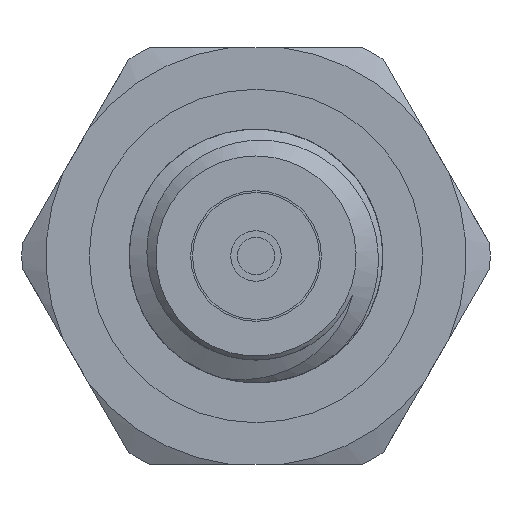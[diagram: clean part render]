
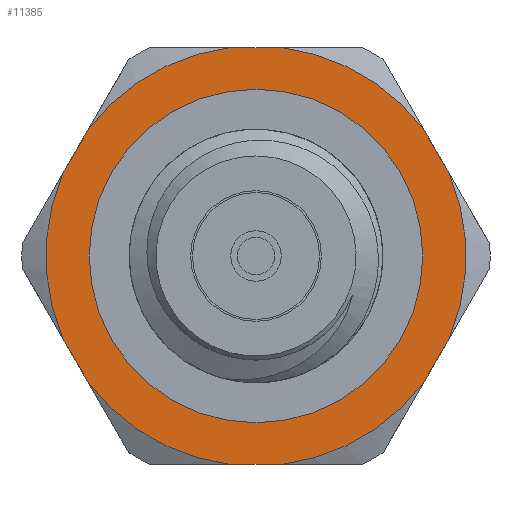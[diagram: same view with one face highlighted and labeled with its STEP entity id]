
A CAD part, left-side view. The second image highlights one B-rep face of the part: STEP entity #11385.
In plain terms, the highlighted planar face has unit normal (-1, 0, 0).
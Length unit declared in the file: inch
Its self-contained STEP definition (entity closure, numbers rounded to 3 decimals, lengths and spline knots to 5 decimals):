
#51 = VERTEX_POINT ( 'NONE', #17503 ) ;
#181 = CARTESIAN_POINT ( 'NONE',  ( 0.126, 0., 0.125 ) ) ;
#331 = CARTESIAN_POINT ( 'NONE',  ( 0.126, -0.14478, -0.06173 ) ) ;
#393 = DIRECTION ( 'NONE',  ( 0., 0., 1. ) ) ;
#576 = CIRCLE ( 'NONE', #5681, 0.15739 ) ;
#697 = CARTESIAN_POINT ( 'NONE',  ( 0.126, -0.12585, 0.09452 ) ) ;
#790 = EDGE_CURVE ( 'NONE', #11316, #17523, #13784, .T. ) ;
#974 = DIRECTION ( 'NONE',  ( 1., 0., 0. ) ) ;
#1139 = FACE_OUTER_BOUND ( 'NONE', #13519, .T. ) ;
#1293 = DIRECTION ( 'NONE',  ( 0., 1., 0. ) ) ;
#1352 = CARTESIAN_POINT ( 'NONE',  ( 0.126, 0.15907, -0.03699 ) ) ;
#1698 = CARTESIAN_POINT ( 'NONE',  ( 0.126, 0.095, -0.15625 ) ) ;
#2148 = ORIENTED_EDGE ( 'NONE', *, *, #3944, .F. ) ;
#2182 = LINE ( 'NONE', #12151, #3498 ) ;
#2411 = CARTESIAN_POINT ( 'NONE',  ( 0.126, -0.14478, 0.06173 ) ) ;
#2461 = CIRCLE ( 'NONE', #10601, 0.15739 ) ;
#2467 = CARTESIAN_POINT ( 'NONE',  ( 0.126, 0.095, 0.15625 ) ) ;
#2704 = CARTESIAN_POINT ( 'NONE',  ( 0.126, 0., 0. ) ) ;
#2724 = DIRECTION ( 'NONE',  ( 1., 0., 0. ) ) ;
#3039 = EDGE_CURVE ( 'NONE', #20268, #51, #16228, .T. ) ;
#3048 = AXIS2_PLACEMENT_3D ( 'NONE', #11769, #16863, #19801 ) ;
#3368 = EDGE_CURVE ( 'NONE', #6443, #7402, #14488, .T. ) ;
#3405 = ORIENTED_EDGE ( 'NONE', *, *, #3039, .T. ) ;
#3419 = CARTESIAN_POINT ( 'NONE',  ( 0.126, 0.01894, 0.15625 ) ) ;
#3498 = VECTOR ( 'NONE', #7067, 39.37008 ) ;
#3756 = ORIENTED_EDGE ( 'NONE', *, *, #16600, .F. ) ;
#3944 = EDGE_CURVE ( 'NONE', #11530, #11530, #20711, .T. ) ;
#3978 = ORIENTED_EDGE ( 'NONE', *, *, #13561, .T. ) ;
#4251 = DIRECTION ( 'NONE',  ( -1., 0., 0. ) ) ;
#4291 = ORIENTED_EDGE ( 'NONE', *, *, #10756, .F. ) ;
#4391 = ORIENTED_EDGE ( 'NONE', *, *, #790, .T. ) ;
#4723 = ORIENTED_EDGE ( 'NONE', *, *, #16323, .F. ) ;
#4747 = EDGE_CURVE ( 'NONE', #12113, #17523, #2461, .T. ) ;
#4827 = CIRCLE ( 'NONE', #10251, 0.15739 ) ;
#4878 = VECTOR ( 'NONE', #5405, 39.37008 ) ;
#5390 = DIRECTION ( 'NONE',  ( -1., 0., 0. ) ) ;
#5405 = DIRECTION ( 'NONE',  ( 0., 0.5, 0.866 ) ) ;
#5573 = VERTEX_POINT ( 'NONE', #331 ) ;
#5681 = AXIS2_PLACEMENT_3D ( 'NONE', #19115, #19014, #10980 ) ;
#5766 = LINE ( 'NONE', #2467, #8588 ) ;
#6443 = VERTEX_POINT ( 'NONE', #13258 ) ;
#7067 = DIRECTION ( 'NONE',  ( 0., -0.5, 0.866 ) ) ;
#7402 = VERTEX_POINT ( 'NONE', #14417 ) ;
#7448 = DIRECTION ( 'NONE',  ( 0., 0., -1. ) ) ;
#7809 = AXIS2_PLACEMENT_3D ( 'NONE', #16618, #5390, #393 ) ;
#8459 = PLANE ( 'NONE',  #7809 ) ;
#8588 = VECTOR ( 'NONE', #1293, 39.37008 ) ;
#8601 = VECTOR ( 'NONE', #20723, 39.37008 ) ;
#8757 = VERTEX_POINT ( 'NONE', #9960 ) ;
#9116 = ORIENTED_EDGE ( 'NONE', *, *, #17588, .F. ) ;
#9183 = DIRECTION ( 'NONE',  ( 0., 0., -1. ) ) ;
#9199 = FACE_BOUND ( 'NONE', #14700, .T. ) ;
#9229 = EDGE_CURVE ( 'NONE', #6443, #8757, #576, .T. ) ;
#9471 = VERTEX_POINT ( 'NONE', #9696 ) ;
#9696 = CARTESIAN_POINT ( 'NONE',  ( 0.126, 0.12585, 0.09452 ) ) ;
#9960 = CARTESIAN_POINT ( 'NONE',  ( 0.126, 0.14478, 0.06173 ) ) ;
#10251 = AXIS2_PLACEMENT_3D ( 'NONE', #2704, #20285, #9183 ) ;
#10300 = DIRECTION ( 'NONE',  ( 0., 0., 1. ) ) ;
#10346 = ORIENTED_EDGE ( 'NONE', *, *, #4747, .F. ) ;
#10601 = AXIS2_PLACEMENT_3D ( 'NONE', #14565, #12776, #20799 ) ;
#10756 = EDGE_CURVE ( 'NONE', #20268, #7402, #13203, .T. ) ;
#10973 = CIRCLE ( 'NONE', #14028, 0.15739 ) ;
#10980 = DIRECTION ( 'NONE',  ( 0., 0., -1. ) ) ;
#11283 = VECTOR ( 'NONE', #11740, 39.37008 ) ;
#11316 = VERTEX_POINT ( 'NONE', #2411 ) ;
#11385 = ADVANCED_FACE ( 'NONE', ( #9199, #1139 ), #8459, .T. ) ;
#11530 = VERTEX_POINT ( 'NONE', #181 ) ;
#11740 = DIRECTION ( 'NONE',  ( 0., 0.5, -0.866 ) ) ;
#11769 = CARTESIAN_POINT ( 'NONE',  ( 0.126, 0., 0. ) ) ;
#12113 = VERTEX_POINT ( 'NONE', #18549 ) ;
#12151 = CARTESIAN_POINT ( 'NONE',  ( 0.126, -0.11157, -0.11926 ) ) ;
#12776 = DIRECTION ( 'NONE',  ( 1., 0., 0. ) ) ;
#12826 = CARTESIAN_POINT ( 'NONE',  ( 0.126, 0.01894, -0.15625 ) ) ;
#13197 = VERTEX_POINT ( 'NONE', #3419 ) ;
#13203 = CIRCLE ( 'NONE', #19272, 0.15739 ) ;
#13258 = CARTESIAN_POINT ( 'NONE',  ( 0.126, 0.14478, -0.06173 ) ) ;
#13519 = EDGE_LOOP ( 'NONE', ( #13993, #17211, #4291, #3405, #3756, #15401, #4723, #4391, #10346, #18410, #9116, #3978 ) ) ;
#13553 = CARTESIAN_POINT ( 'NONE',  ( 0.126, 0., 0. ) ) ;
#13561 = EDGE_CURVE ( 'NONE', #9471, #8757, #19881, .T. ) ;
#13784 = LINE ( 'NONE', #15368, #4878 ) ;
#13873 = CARTESIAN_POINT ( 'NONE',  ( 0.126, 0.15907, 0.03699 ) ) ;
#13993 = ORIENTED_EDGE ( 'NONE', *, *, #9229, .F. ) ;
#14028 = AXIS2_PLACEMENT_3D ( 'NONE', #13553, #2724, #19987 ) ;
#14202 = EDGE_CURVE ( 'NONE', #12113, #13197, #5766, .T. ) ;
#14417 = CARTESIAN_POINT ( 'NONE',  ( 0.126, 0.12585, -0.09452 ) ) ;
#14488 = LINE ( 'NONE', #1352, #8601 ) ;
#14527 = EDGE_CURVE ( 'NONE', #17036, #5573, #2182, .T. ) ;
#14565 = CARTESIAN_POINT ( 'NONE',  ( 0.126, 0., 0. ) ) ;
#14629 = AXIS2_PLACEMENT_3D ( 'NONE', #18757, #4251, #10300 ) ;
#14700 = EDGE_LOOP ( 'NONE', ( #2148 ) ) ;
#15368 = CARTESIAN_POINT ( 'NONE',  ( 0.126, -0.11157, 0.11926 ) ) ;
#15401 = ORIENTED_EDGE ( 'NONE', *, *, #14527, .T. ) ;
#16228 = LINE ( 'NONE', #1698, #17924 ) ;
#16323 = EDGE_CURVE ( 'NONE', #11316, #5573, #10973, .T. ) ;
#16333 = DIRECTION ( 'NONE',  ( 0., -1., 0. ) ) ;
#16600 = EDGE_CURVE ( 'NONE', #17036, #51, #18415, .T. ) ;
#16618 = CARTESIAN_POINT ( 'NONE',  ( 0.126, 0.095, 0. ) ) ;
#16863 = DIRECTION ( 'NONE',  ( 1., 0., 0. ) ) ;
#17036 = VERTEX_POINT ( 'NONE', #19936 ) ;
#17211 = ORIENTED_EDGE ( 'NONE', *, *, #3368, .T. ) ;
#17503 = CARTESIAN_POINT ( 'NONE',  ( 0.126, -0.01894, -0.15625 ) ) ;
#17523 = VERTEX_POINT ( 'NONE', #697 ) ;
#17588 = EDGE_CURVE ( 'NONE', #9471, #13197, #4827, .T. ) ;
#17924 = VECTOR ( 'NONE', #16333, 39.37008 ) ;
#18410 = ORIENTED_EDGE ( 'NONE', *, *, #14202, .T. ) ;
#18415 = CIRCLE ( 'NONE', #3048, 0.15739 ) ;
#18549 = CARTESIAN_POINT ( 'NONE',  ( 0.126, -0.01894, 0.15625 ) ) ;
#18757 = CARTESIAN_POINT ( 'NONE',  ( 0.126, 0., 0. ) ) ;
#18771 = CARTESIAN_POINT ( 'NONE',  ( 0.126, 0., 0. ) ) ;
#19014 = DIRECTION ( 'NONE',  ( 1., 0., 0. ) ) ;
#19115 = CARTESIAN_POINT ( 'NONE',  ( 0.126, 0., 0. ) ) ;
#19272 = AXIS2_PLACEMENT_3D ( 'NONE', #18771, #974, #7448 ) ;
#19801 = DIRECTION ( 'NONE',  ( 0., 0., -1. ) ) ;
#19881 = LINE ( 'NONE', #13873, #11283 ) ;
#19936 = CARTESIAN_POINT ( 'NONE',  ( 0.126, -0.12585, -0.09452 ) ) ;
#19987 = DIRECTION ( 'NONE',  ( 0., 0., -1. ) ) ;
#20268 = VERTEX_POINT ( 'NONE', #12826 ) ;
#20285 = DIRECTION ( 'NONE',  ( 1., 0., 0. ) ) ;
#20711 = CIRCLE ( 'NONE', #14629, 0.125 ) ;
#20723 = DIRECTION ( 'NONE',  ( 0., -0.5, -0.866 ) ) ;
#20799 = DIRECTION ( 'NONE',  ( 0., 0., -1. ) ) ;
